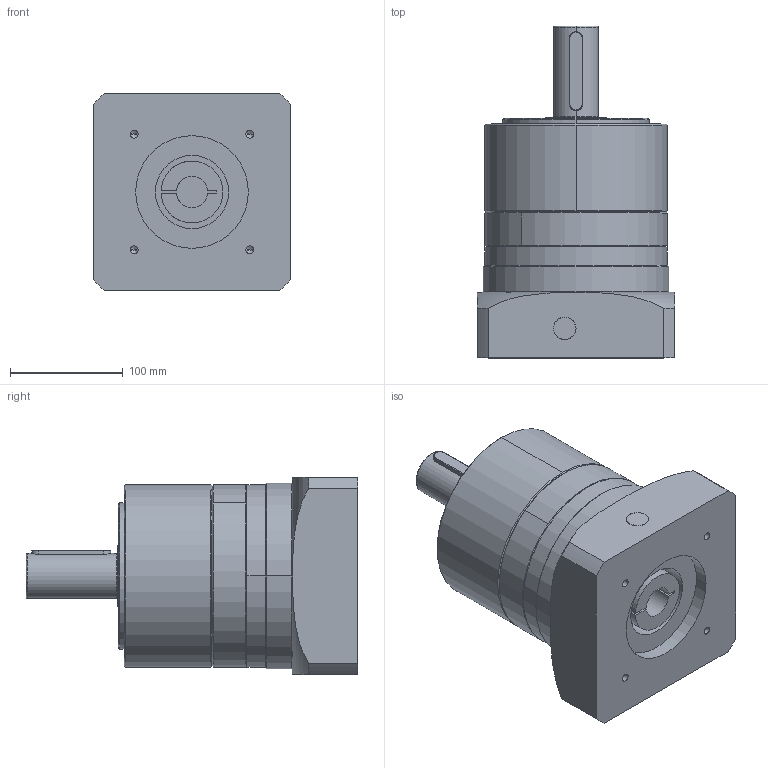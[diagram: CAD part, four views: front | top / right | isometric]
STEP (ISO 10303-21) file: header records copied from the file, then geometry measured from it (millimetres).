
FILE_DESCRIPTION (( 'STEP AP203' ), '1' );
FILE_NAME ('P2E160-L1-175-1.step', '2021-03-14T08:16:51', ( '' ), ( '' ), 'SwSTEP 2.0', 'SolidWorks 2016', '' );
FILE_SCHEMA (( 'CONFIG_CONTROL_DESIGN' ));
Length unit declared in the file: millimetre
Products named in the file (7): 160ヶ儂裔E; P2E160-L1-175-1; 160笢潔撰-L1; 螺塞盖; 160怀堤粣; 160坶踡輸AQA175-12; 160输入级AQA175-12
Assembly tree (6 placements, depth 2):
  P2E160-L1-175-1
    160怀堤粣
    160笢潔撰-L1
    160输入级AQA175-12
    160坶踡輸AQA175-12
    螺塞盖
    160ヶ儂裔E
Bounding box: 175 x 294.5 x 175 mm (x, y, z)
Volume: 4817067.1 mm3; surface area: 307063.6 mm2
Topology: 6 solids, 6 shells, 142 faces, 322 edges, 189 vertices
Faces by surface type: cylinder 60, cone 37, plane 35, torus 10
Entity records: 5065 total; most frequent: CARTESIAN_POINT 1140, DIRECTION 740, ORIENTED_EDGE 608, EDGE_CURVE 304, AXIS2_PLACEMENT_3D 303, VERTEX_POINT 189, EDGE_LOOP 163, CIRCLE 152
